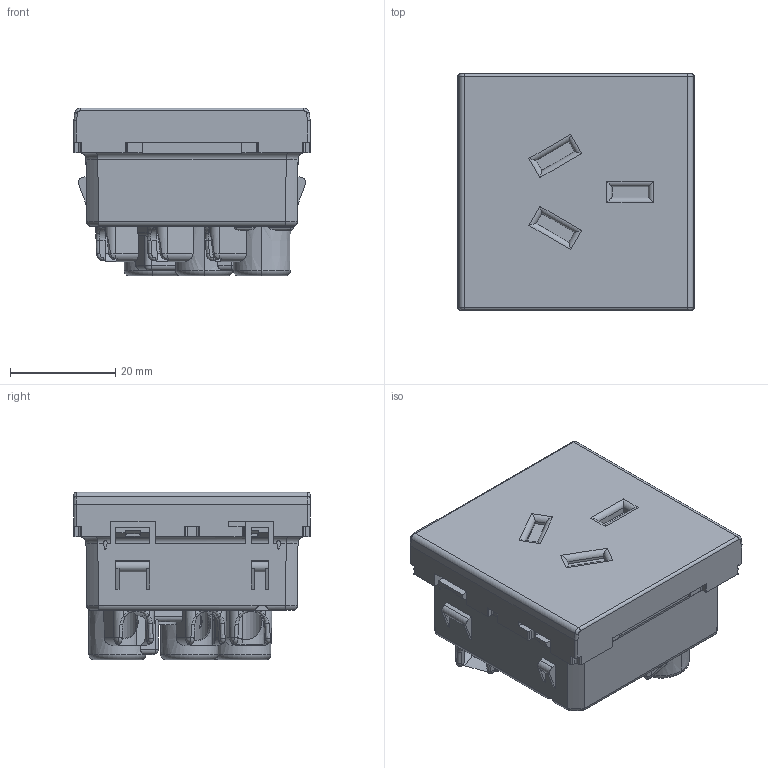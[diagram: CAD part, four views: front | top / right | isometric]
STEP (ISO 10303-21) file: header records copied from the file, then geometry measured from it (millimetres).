
FILE_DESCRIPTION(('CATIA V5 STEP Exchange','CAx-IF Rec.Pracs.--- Model Styling and Organization---1.5--- 2016-08-15','CAx-IF Rec.Pracs.---Supplemental Geometry---1.0---2011-11-01','CAx-IF Rec.Pracs.--- Composite Materials ---1.1---2010-07-15'),'2;1');
FILE_NAME('572114.stp','2021-12-01T09:19:54+00:00',('none'),('none'),'CATIA Version 5-6 Release 2020 SP3','CATIA V5 STEP AP214 v2','none');
FILE_SCHEMA(('AUTOMOTIVE_DESIGN { 1 0 10303 214 1 1 1 1 }'));
Length unit declared in the file: millimetre
Products named in the file (1): 572114 _AllCATPart
Bounding box: 45 x 45 x 31.9 mm (x, y, z)
Volume: 40966.8 mm3; surface area: 16014.8 mm2
Topology: 1 solids, 4 shells, 651 faces, 1896 edges, 1219 vertices
Faces by surface type: plane 349, cylinder 215, cone 27, torus 24, sphere 21, bspline 15
Entity records: 23122 total; most frequent: CARTESIAN_POINT 7598, ORIENTED_EDGE 3764, DIRECTION 2367, EDGE_CURVE 1882, VERTEX_POINT 1219, VECTOR 1077, LINE 1077, AXIS2_PLACEMENT_3D 822
